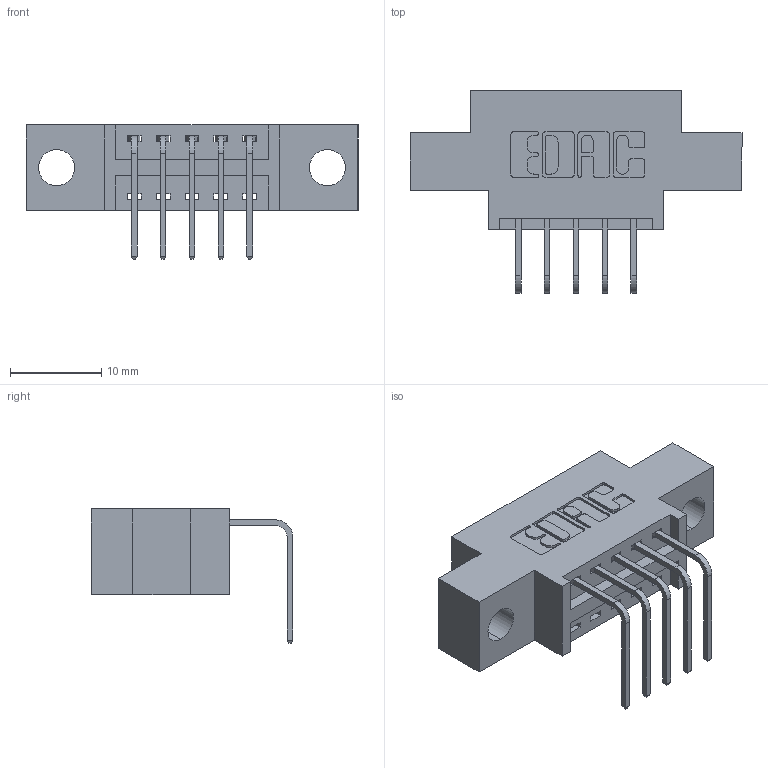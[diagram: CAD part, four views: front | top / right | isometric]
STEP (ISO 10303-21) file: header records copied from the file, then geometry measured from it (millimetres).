
FILE_DESCRIPTION (( 'STEP AP203' ), '1' );
FILE_NAME ('396-005-558-604.STEP', '2022-05-17T07:18:49', ( '' ), ( '' ), 'SwSTEP 2.0', 'SolidWorks 2020', '' );
FILE_SCHEMA (( 'CONFIG_CONTROL_DESIGN' ));
Length unit declared in the file: inch
Products named in the file (3): 396-005-558-604; 346 Part_0.170 Offset - 0.156 Dia-TH; 345-292-001_558 Tail - 2
Assembly tree (6 placements, depth 2):
  396-005-558-604
    346 Part_0.170 Offset - 0.156 Dia-TH
    345-292-001_558 Tail - 2  x5
Bounding box: 36.45 x 22.16 x 14.73 mm (x, y, z)
Volume: 2990.1 mm3; surface area: 3435 mm2
Topology: 6 solids, 6 shells, 440 faces, 1287 edges, 850 vertices
Faces by surface type: plane 304, cylinder 136
Entity records: 8719 total; most frequent: CARTESIAN_POINT 1517, ORIENTED_EDGE 1454, DIRECTION 1381, EDGE_CURVE 727, VECTOR 575, LINE 575, VERTEX_POINT 482, AXIS2_PLACEMENT_3D 403
